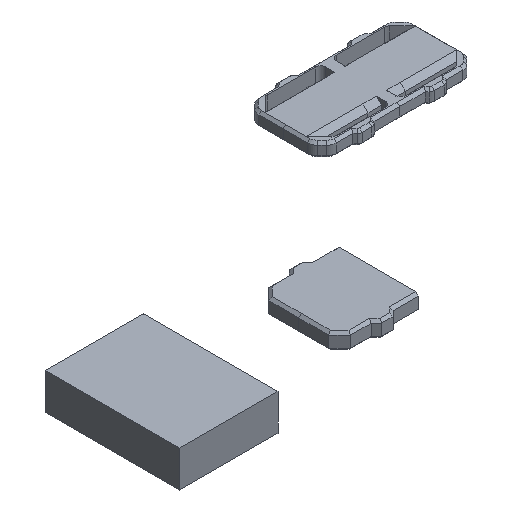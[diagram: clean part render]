
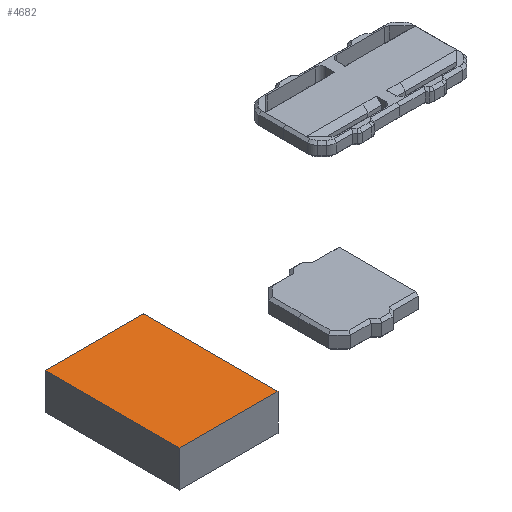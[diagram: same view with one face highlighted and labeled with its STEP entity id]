
A CAD part, isometric view. The second image highlights one B-rep face of the part: STEP entity #4682.
In plain terms, the highlighted planar face has unit normal (0, 0, 1).
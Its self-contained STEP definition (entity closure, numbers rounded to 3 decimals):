
#436=FACE_OUTER_BOUND('',#718,.T.);
#718=EDGE_LOOP('',(#4189,#4190,#4191,#4192));
#1282=LINE('',#7625,#1852);
#1284=LINE('',#7629,#1854);
#1286=LINE('',#7633,#1856);
#1288=LINE('',#7636,#1858);
#1852=VECTOR('',#6315,10.);
#1854=VECTOR('',#6319,10.);
#1856=VECTOR('',#6323,10.);
#1858=VECTOR('',#6327,10.);
#2239=VERTEX_POINT('',#7622);
#2240=VERTEX_POINT('',#7624);
#2241=VERTEX_POINT('',#7628);
#2242=VERTEX_POINT('',#7632);
#2886=EDGE_CURVE('',#2240,#2239,#1282,.T.);
#2888=EDGE_CURVE('',#2241,#2240,#1284,.T.);
#2890=EDGE_CURVE('',#2242,#2241,#1286,.T.);
#2892=EDGE_CURVE('',#2239,#2242,#1288,.T.);
#4189=ORIENTED_EDGE('',*,*,#2892,.T.);
#4190=ORIENTED_EDGE('',*,*,#2890,.T.);
#4191=ORIENTED_EDGE('',*,*,#2888,.T.);
#4192=ORIENTED_EDGE('',*,*,#2886,.T.);
#4409=PLANE('',#5051);
#4682=ADVANCED_FACE('',(#436),#4409,.T.);
#5051=AXIS2_PLACEMENT_3D('',#7637,#6328,#6329);
#6315=DIRECTION('',(1.,0.,0.));
#6319=DIRECTION('',(0.,-1.,0.));
#6323=DIRECTION('',(-1.,0.,0.));
#6327=DIRECTION('',(0.,1.,0.));
#6328=DIRECTION('center_axis',(0.,0.,1.));
#6329=DIRECTION('ref_axis',(1.,0.,0.));
#7622=CARTESIAN_POINT('',(-62.,-13.,3.6));
#7624=CARTESIAN_POINT('',(-81.,-13.,3.6));
#7625=CARTESIAN_POINT('',(-81.,-13.,3.6));
#7628=CARTESIAN_POINT('',(-81.,13.,3.6));
#7629=CARTESIAN_POINT('',(-81.,13.,3.6));
#7632=CARTESIAN_POINT('',(-62.,13.,3.6));
#7633=CARTESIAN_POINT('',(-62.,13.,3.6));
#7636=CARTESIAN_POINT('',(-62.,-13.,3.6));
#7637=CARTESIAN_POINT('Origin',(-71.5,0.,3.6));
